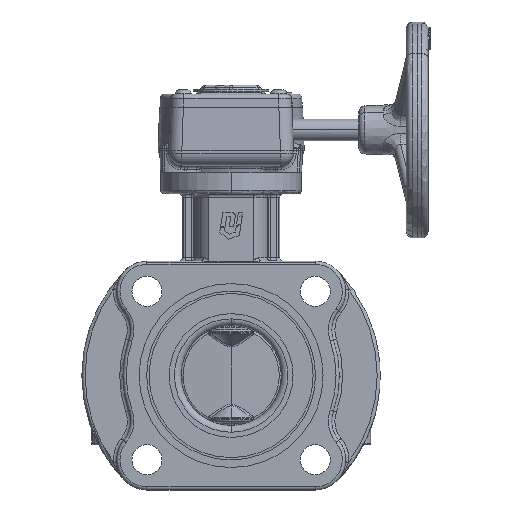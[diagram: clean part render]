
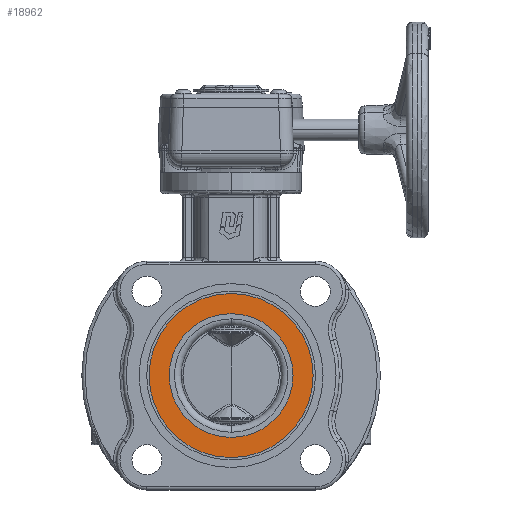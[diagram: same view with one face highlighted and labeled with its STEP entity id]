
A CAD part, left-side view. The second image highlights one B-rep face of the part: STEP entity #18962.
In plain terms, the highlighted planar face has unit normal (-1, 0, 0).
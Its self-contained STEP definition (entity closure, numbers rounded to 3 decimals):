
#2000=CARTESIAN_POINT('',(-16.6,37.9,-0.));
#2001=VERTEX_POINT('',#2000);
#2002=CARTESIAN_POINT('',(-16.6,-37.9,0.));
#2003=VERTEX_POINT('',#2002);
#2004=CARTESIAN_POINT('',(-16.6,-0.,0.));
#2005=DIRECTION('',(1.,0.,0.));
#2006=DIRECTION('',(-0.,1.,0.));
#2007=AXIS2_PLACEMENT_3D('',#2004,#2005,#2006);
#2008=CIRCLE('',#2007,37.9);
#2009=EDGE_CURVE('NONE',#2001,#2003,#2008,.T.);
#2126=CARTESIAN_POINT('',(-16.6,-28.6,0.));
#2127=VERTEX_POINT('',#2126);
#2128=CARTESIAN_POINT('',(-16.6,28.6,-0.));
#2129=VERTEX_POINT('',#2128);
#2130=CARTESIAN_POINT('',(-16.6,-0.,0.));
#2131=DIRECTION('',(1.,0.,0.));
#2132=DIRECTION('',(-0.,1.,0.));
#2133=AXIS2_PLACEMENT_3D('',#2130,#2131,#2132);
#2134=CIRCLE('',#2133,28.6);
#2135=EDGE_CURVE('NONE',#2127,#2129,#2134,.T.);
#18937=CARTESIAN_POINT('',(-16.6,33.25,0.));
#18938=DIRECTION('',(-1.,-0.,0.));
#18939=DIRECTION('',(0.,0.,1.));
#18940=AXIS2_PLACEMENT_3D('',#18937,#18938,#18939);
#18941=PLANE('',#18940);
#18942=ORIENTED_EDGE('',*,*,#2009,.F.);
#18943=CARTESIAN_POINT('',(-16.6,-0.,0.));
#18944=DIRECTION('',(1.,0.,0.));
#18945=DIRECTION('',(-0.,1.,0.));
#18946=AXIS2_PLACEMENT_3D('',#18943,#18944,#18945);
#18947=CIRCLE('',#18946,37.9);
#18948=EDGE_CURVE('NONE',#2003,#2001,#18947,.T.);
#18949=ORIENTED_EDGE('',*,*,#18948,.F.);
#18950=EDGE_LOOP('',(#18942,#18949));
#18951=FACE_BOUND('',#18950,.T.);
#18952=CARTESIAN_POINT('',(-16.6,-0.,0.));
#18953=DIRECTION('',(1.,0.,0.));
#18954=DIRECTION('',(-0.,1.,0.));
#18955=AXIS2_PLACEMENT_3D('',#18952,#18953,#18954);
#18956=CIRCLE('',#18955,28.6);
#18957=EDGE_CURVE('NONE',#2129,#2127,#18956,.T.);
#18958=ORIENTED_EDGE('',*,*,#18957,.T.);
#18959=ORIENTED_EDGE('',*,*,#2135,.T.);
#18960=EDGE_LOOP('',(#18958,#18959));
#18961=FACE_BOUND('',#18960,.T.);
#18962=ADVANCED_FACE('NONE',(#18951,#18961),#18941,.T.);
